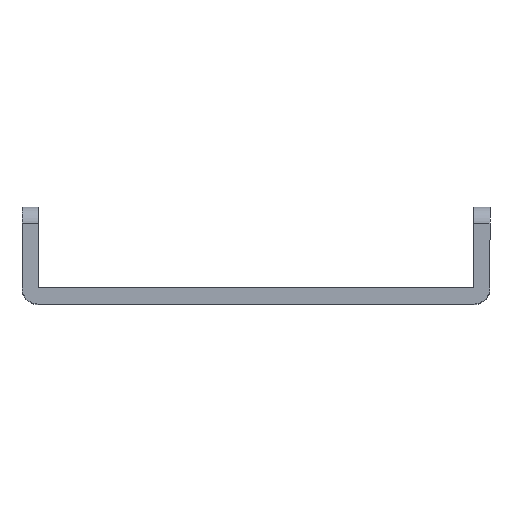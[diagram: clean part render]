
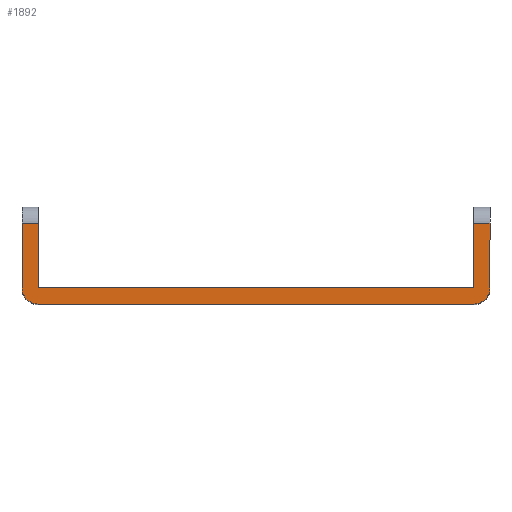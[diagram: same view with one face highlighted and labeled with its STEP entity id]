
A CAD part, top view. The second image highlights one B-rep face of the part: STEP entity #1892.
In plain terms, the highlighted planar face has unit normal (0, 0, 1).
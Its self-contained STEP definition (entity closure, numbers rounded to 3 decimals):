
#42 = PLANE ( 'NONE',  #481 ) ;
#62 = VERTEX_POINT ( 'NONE', #608 ) ;
#82 = VECTOR ( 'NONE', #2379, 1000. ) ;
#84 = CARTESIAN_POINT ( 'NONE',  ( 20.25, 0., 20. ) ) ;
#130 = ORIENTED_EDGE ( 'NONE', *, *, #2031, .F. ) ;
#131 = DIRECTION ( 'NONE',  ( 1., 0., 0. ) ) ;
#134 = DIRECTION ( 'NONE',  ( -1., 0., 0. ) ) ;
#144 = EDGE_CURVE ( 'NONE', #62, #1656, #865, .T. ) ;
#165 = VERTEX_POINT ( 'NONE', #1481 ) ;
#234 = CARTESIAN_POINT ( 'NONE',  ( -78.457, 7.5, 20. ) ) ;
#262 = DIRECTION ( 'NONE',  ( -1., 0., 0. ) ) ;
#287 = FACE_OUTER_BOUND ( 'NONE', #1988, .T. ) ;
#400 = LINE ( 'NONE', #1971, #1753 ) ;
#421 = CARTESIAN_POINT ( 'NONE',  ( 20.25, 7.5, 20. ) ) ;
#479 = DIRECTION ( 'NONE',  ( 0., 1., 0. ) ) ;
#481 = AXIS2_PLACEMENT_3D ( 'NONE', #2041, #698, #262 ) ;
#558 = EDGE_CURVE ( 'NONE', #165, #1684, #1288, .T. ) ;
#582 = CARTESIAN_POINT ( 'NONE',  ( -20.25, 0., 20. ) ) ;
#608 = CARTESIAN_POINT ( 'NONE',  ( -20.25, 0., 20. ) ) ;
#632 = CARTESIAN_POINT ( 'NONE',  ( 0., 0., 20. ) ) ;
#675 = LINE ( 'NONE', #2412, #1182 ) ;
#698 = DIRECTION ( 'NONE',  ( 0., 0., -1. ) ) ;
#748 = ORIENTED_EDGE ( 'NONE', *, *, #1041, .F. ) ;
#753 = CARTESIAN_POINT ( 'NONE',  ( 20.25, 1.5, 20. ) ) ;
#761 = ORIENTED_EDGE ( 'NONE', *, *, #1636, .F. ) ;
#763 = LINE ( 'NONE', #1629, #1271 ) ;
#784 = CARTESIAN_POINT ( 'NONE',  ( -21.75, 7.5, 20. ) ) ;
#794 = DIRECTION ( 'NONE',  ( 0., 0., -1. ) ) ;
#828 = ORIENTED_EDGE ( 'NONE', *, *, #2471, .F. ) ;
#841 = DIRECTION ( 'NONE',  ( 1., 0., 0. ) ) ;
#865 = LINE ( 'NONE', #632, #82 ) ;
#907 = VECTOR ( 'NONE', #1195, 1000. ) ;
#926 = DIRECTION ( 'NONE',  ( 1., 0., 0. ) ) ;
#931 = EDGE_CURVE ( 'NONE', #2603, #1371, #400, .T. ) ;
#1031 = CARTESIAN_POINT ( 'NONE',  ( 20.25, 1.5, 20. ) ) ;
#1041 = EDGE_CURVE ( 'NONE', #2603, #1656, #1486, .T. ) ;
#1085 = ORIENTED_EDGE ( 'NONE', *, *, #1497, .F. ) ;
#1182 = VECTOR ( 'NONE', #926, 1000. ) ;
#1195 = DIRECTION ( 'NONE',  ( 0., 1., 0. ) ) ;
#1197 = EDGE_CURVE ( 'NONE', #2276, #2341, #2194, .T. ) ;
#1207 = ORIENTED_EDGE ( 'NONE', *, *, #144, .T. ) ;
#1219 = CARTESIAN_POINT ( 'NONE',  ( -21.75, 0., 20. ) ) ;
#1259 = DIRECTION ( 'NONE',  ( 0., 0., -1. ) ) ;
#1267 = CARTESIAN_POINT ( 'NONE',  ( -20.25, 1.5, 20. ) ) ;
#1271 = VECTOR ( 'NONE', #131, 1000. ) ;
#1288 = LINE ( 'NONE', #1219, #1524 ) ;
#1310 = DIRECTION ( 'NONE',  ( 1., 0., 0. ) ) ;
#1348 = LINE ( 'NONE', #1624, #907 ) ;
#1371 = VERTEX_POINT ( 'NONE', #2614 ) ;
#1457 = LINE ( 'NONE', #234, #1694 ) ;
#1481 = CARTESIAN_POINT ( 'NONE',  ( -21.75, 1.5, 20. ) ) ;
#1486 = CIRCLE ( 'NONE', #2442, 1.5 ) ;
#1497 = EDGE_CURVE ( 'NONE', #2276, #2047, #675, .T. ) ;
#1524 = VECTOR ( 'NONE', #2725, 1000. ) ;
#1604 = CARTESIAN_POINT ( 'NONE',  ( -20.25, 7.5, 20. ) ) ;
#1624 = CARTESIAN_POINT ( 'NONE',  ( 20.25, 1.5, 20. ) ) ;
#1629 = CARTESIAN_POINT ( 'NONE',  ( 68.419, 7.5, 20. ) ) ;
#1636 = EDGE_CURVE ( 'NONE', #2047, #1722, #1348, .T. ) ;
#1656 = VERTEX_POINT ( 'NONE', #84 ) ;
#1684 = VERTEX_POINT ( 'NONE', #784 ) ;
#1694 = VECTOR ( 'NONE', #1310, 1000. ) ;
#1722 = VERTEX_POINT ( 'NONE', #421 ) ;
#1726 = AXIS2_PLACEMENT_3D ( 'NONE', #1267, #1259, #841 ) ;
#1753 = VECTOR ( 'NONE', #479, 1000. ) ;
#1859 = VECTOR ( 'NONE', #2067, 1000. ) ;
#1883 = CIRCLE ( 'NONE', #1726, 1.5 ) ;
#1892 = ADVANCED_FACE ( 'NONE', ( #287 ), #42, .F. ) ;
#1923 = ORIENTED_EDGE ( 'NONE', *, *, #931, .T. ) ;
#1971 = CARTESIAN_POINT ( 'NONE',  ( 21.75, 1.5, 20. ) ) ;
#1988 = EDGE_LOOP ( 'NONE', ( #1085, #2156, #828, #2698, #130, #1207, #748, #1923, #2530, #761 ) ) ;
#2031 = EDGE_CURVE ( 'NONE', #62, #165, #1883, .T. ) ;
#2041 = CARTESIAN_POINT ( 'NONE',  ( 0., 0.75, 20. ) ) ;
#2047 = VERTEX_POINT ( 'NONE', #1031 ) ;
#2067 = DIRECTION ( 'NONE',  ( 0., 1., 0. ) ) ;
#2156 = ORIENTED_EDGE ( 'NONE', *, *, #1197, .T. ) ;
#2194 = LINE ( 'NONE', #582, #1859 ) ;
#2276 = VERTEX_POINT ( 'NONE', #2414 ) ;
#2341 = VERTEX_POINT ( 'NONE', #1604 ) ;
#2379 = DIRECTION ( 'NONE',  ( 1., 0., 0. ) ) ;
#2412 = CARTESIAN_POINT ( 'NONE',  ( 0., 1.5, 20. ) ) ;
#2414 = CARTESIAN_POINT ( 'NONE',  ( -20.25, 1.5, 20. ) ) ;
#2442 = AXIS2_PLACEMENT_3D ( 'NONE', #753, #794, #134 ) ;
#2471 = EDGE_CURVE ( 'NONE', #1684, #2341, #763, .T. ) ;
#2530 = ORIENTED_EDGE ( 'NONE', *, *, #2717, .F. ) ;
#2570 = CARTESIAN_POINT ( 'NONE',  ( 21.75, 1.5, 20. ) ) ;
#2603 = VERTEX_POINT ( 'NONE', #2570 ) ;
#2614 = CARTESIAN_POINT ( 'NONE',  ( 21.75, 7.5, 20. ) ) ;
#2698 = ORIENTED_EDGE ( 'NONE', *, *, #558, .F. ) ;
#2717 = EDGE_CURVE ( 'NONE', #1722, #1371, #1457, .T. ) ;
#2725 = DIRECTION ( 'NONE',  ( 0., 1., 0. ) ) ;
